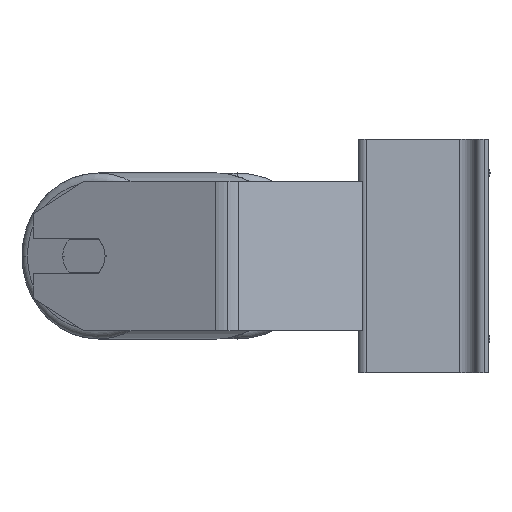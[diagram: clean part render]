
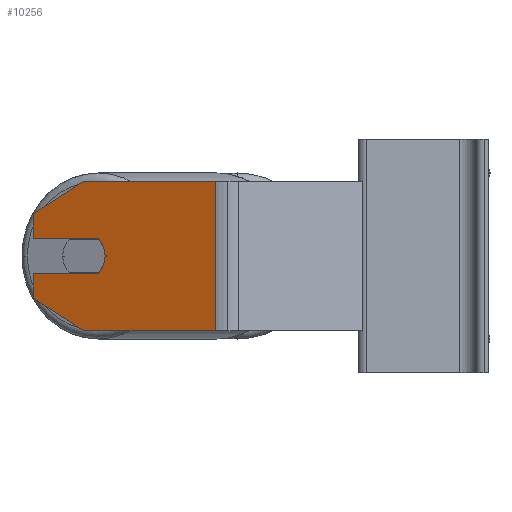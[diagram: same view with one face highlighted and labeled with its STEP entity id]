
A CAD part, left-side view. The second image highlights one B-rep face of the part: STEP entity #10256.
In plain terms, the highlighted planar face has unit normal (-0.906, 0.423, 0).
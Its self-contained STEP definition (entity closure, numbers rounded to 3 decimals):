
#22 = LINE ( 'NONE', #4071, #6112 ) ;
#73 = DIRECTION ( 'NONE',  ( -0.906, 0.423, 0. ) ) ;
#76 = VERTEX_POINT ( 'NONE', #9181 ) ;
#141 = EDGE_CURVE ( 'NONE', #9616, #7336, #3961, .T. ) ;
#266 = CARTESIAN_POINT ( 'NONE',  ( -265.698, 192.337, -9.5 ) ) ;
#319 = DIRECTION ( 'NONE',  ( -0.366, -0.785, -0.5 ) ) ;
#431 = CARTESIAN_POINT ( 'NONE',  ( -265.698, 192.337, 40. ) ) ;
#695 = DIRECTION ( 'NONE',  ( -0.906, 0.423, 0. ) ) ;
#806 = EDGE_CURVE ( 'NONE', #2147, #9100, #2958, .T. ) ;
#1337 = VECTOR ( 'NONE', #9417, 1000. ) ;
#1538 = ORIENTED_EDGE ( 'NONE', *, *, #141, .T. ) ;
#1570 = DIRECTION ( 'NONE',  ( 0., 0., -1. ) ) ;
#1593 = LINE ( 'NONE', #2198, #5758 ) ;
#1614 = CARTESIAN_POINT ( 'NONE',  ( -265.698, 192.337, 9.5 ) ) ;
#1635 = CARTESIAN_POINT ( 'NONE',  ( -265.698, 192.337, -22.679 ) ) ;
#1707 = EDGE_CURVE ( 'NONE', #76, #2866, #2331, .T. ) ;
#1767 = CARTESIAN_POINT ( 'NONE',  ( -278.376, 165.148, 0. ) ) ;
#2001 = PLANE ( 'NONE',  #2192 ) ;
#2147 = VERTEX_POINT ( 'NONE', #7031 ) ;
#2192 = AXIS2_PLACEMENT_3D ( 'NONE', #431, #4435, #10020 ) ;
#2198 = CARTESIAN_POINT ( 'NONE',  ( -265.698, 192.337, 40. ) ) ;
#2250 = DIRECTION ( 'NONE',  ( -0.423, -0.906, 0. ) ) ;
#2331 = LINE ( 'NONE', #7285, #6351 ) ;
#2506 = ORIENTED_EDGE ( 'NONE', *, *, #1707, .F. ) ;
#2523 = ORIENTED_EDGE ( 'NONE', *, *, #9778, .T. ) ;
#2629 = ORIENTED_EDGE ( 'NONE', *, *, #10068, .T. ) ;
#2711 = FACE_OUTER_BOUND ( 'NONE', #9277, .T. ) ;
#2795 = LINE ( 'NONE', #3596, #8884 ) ;
#2805 = LINE ( 'NONE', #7539, #7868 ) ;
#2866 = VERTEX_POINT ( 'NONE', #1614 ) ;
#2958 = LINE ( 'NONE', #3551, #4289 ) ;
#3267 = CARTESIAN_POINT ( 'NONE',  ( -281.81, 157.785, -9.5 ) ) ;
#3367 = DIRECTION ( 'NONE',  ( -0.423, -0.906, 0. ) ) ;
#3395 = AXIS2_PLACEMENT_3D ( 'NONE', #1767, #695, #8984 ) ;
#3551 = CARTESIAN_POINT ( 'NONE',  ( -265.698, 192.337, 22.679 ) ) ;
#3596 = CARTESIAN_POINT ( 'NONE',  ( -265.698, 192.337, -40. ) ) ;
#3603 = DIRECTION ( 'NONE',  ( 0.366, 0.785, -0.5 ) ) ;
#3746 = VECTOR ( 'NONE', #3909, 1000. ) ;
#3909 = DIRECTION ( 'NONE',  ( 0., 0., -1. ) ) ;
#3931 = VERTEX_POINT ( 'NONE', #8994 ) ;
#3961 = LINE ( 'NONE', #7135, #3746 ) ;
#4071 = CARTESIAN_POINT ( 'NONE',  ( -311.208, 94.739, 40. ) ) ;
#4135 = ORIENTED_EDGE ( 'NONE', *, *, #6082, .F. ) ;
#4288 = DIRECTION ( 'NONE',  ( 0., 0., -1. ) ) ;
#4289 = VECTOR ( 'NONE', #3603, 1000. ) ;
#4435 = DIRECTION ( 'NONE',  ( 0.906, -0.423, 0. ) ) ;
#4610 = CIRCLE ( 'NONE', #3395, 12.5 ) ;
#5032 = VERTEX_POINT ( 'NONE', #7197 ) ;
#5106 = CARTESIAN_POINT ( 'NONE',  ( -311.208, 94.739, -40. ) ) ;
#5177 = LINE ( 'NONE', #266, #1337 ) ;
#5218 = EDGE_CURVE ( 'NONE', #3931, #76, #5414, .T. ) ;
#5414 = CIRCLE ( 'NONE', #7133, 12.5 ) ;
#5545 = EDGE_CURVE ( 'NONE', #2147, #5032, #1593, .T. ) ;
#5743 = VERTEX_POINT ( 'NONE', #5106 ) ;
#5758 = VECTOR ( 'NONE', #2250, 1000. ) ;
#5952 = ORIENTED_EDGE ( 'NONE', *, *, #5545, .F. ) ;
#6082 = EDGE_CURVE ( 'NONE', #5032, #5743, #22, .T. ) ;
#6112 = VECTOR ( 'NONE', #4288, 1000. ) ;
#6142 = VECTOR ( 'NONE', #1570, 1000. ) ;
#6351 = VECTOR ( 'NONE', #10559, 1000. ) ;
#6542 = VERTEX_POINT ( 'NONE', #9201 ) ;
#7031 = CARTESIAN_POINT ( 'NONE',  ( -278.376, 165.148, 40. ) ) ;
#7133 = AXIS2_PLACEMENT_3D ( 'NONE', #9119, #73, #3367 ) ;
#7135 = CARTESIAN_POINT ( 'NONE',  ( -265.698, 192.337, 40. ) ) ;
#7197 = CARTESIAN_POINT ( 'NONE',  ( -311.208, 94.739, 40. ) ) ;
#7285 = CARTESIAN_POINT ( 'NONE',  ( -265.698, 192.337, 9.5 ) ) ;
#7336 = VERTEX_POINT ( 'NONE', #1635 ) ;
#7396 = VERTEX_POINT ( 'NONE', #3267 ) ;
#7445 = ORIENTED_EDGE ( 'NONE', *, *, #10641, .T. ) ;
#7483 = ORIENTED_EDGE ( 'NONE', *, *, #10606, .F. ) ;
#7539 = CARTESIAN_POINT ( 'NONE',  ( -278.376, 165.148, -40. ) ) ;
#7868 = VECTOR ( 'NONE', #319, 1000. ) ;
#7970 = CARTESIAN_POINT ( 'NONE',  ( -265.698, 192.337, 22.679 ) ) ;
#8056 = ORIENTED_EDGE ( 'NONE', *, *, #806, .T. ) ;
#8712 = CARTESIAN_POINT ( 'NONE',  ( -265.698, 192.337, -9.5 ) ) ;
#8884 = VECTOR ( 'NONE', #9246, 1000. ) ;
#8984 = DIRECTION ( 'NONE',  ( -0.423, -0.906, 0. ) ) ;
#8994 = CARTESIAN_POINT ( 'NONE',  ( -283.659, 153.819, 0. ) ) ;
#9018 = ORIENTED_EDGE ( 'NONE', *, *, #5218, .F. ) ;
#9052 = CARTESIAN_POINT ( 'NONE',  ( -265.698, 192.337, 40. ) ) ;
#9100 = VERTEX_POINT ( 'NONE', #7970 ) ;
#9119 = CARTESIAN_POINT ( 'NONE',  ( -278.376, 165.148, 0. ) ) ;
#9181 = CARTESIAN_POINT ( 'NONE',  ( -281.81, 157.785, 9.5 ) ) ;
#9201 = CARTESIAN_POINT ( 'NONE',  ( -278.376, 165.148, -40. ) ) ;
#9246 = DIRECTION ( 'NONE',  ( -0.423, -0.906, 0. ) ) ;
#9277 = EDGE_LOOP ( 'NONE', ( #1538, #7445, #2523, #4135, #5952, #8056, #2629, #2506, #9018, #9789, #7483 ) ) ;
#9417 = DIRECTION ( 'NONE',  ( -0.423, -0.906, 0. ) ) ;
#9616 = VERTEX_POINT ( 'NONE', #8712 ) ;
#9759 = LINE ( 'NONE', #9052, #6142 ) ;
#9778 = EDGE_CURVE ( 'NONE', #6542, #5743, #2795, .T. ) ;
#9789 = ORIENTED_EDGE ( 'NONE', *, *, #10462, .F. ) ;
#10020 = DIRECTION ( 'NONE',  ( 0.423, 0.906, 0. ) ) ;
#10068 = EDGE_CURVE ( 'NONE', #9100, #2866, #9759, .T. ) ;
#10256 = ADVANCED_FACE ( 'NONE', ( #2711 ), #2001, .F. ) ;
#10462 = EDGE_CURVE ( 'NONE', #7396, #3931, #4610, .T. ) ;
#10559 = DIRECTION ( 'NONE',  ( 0.423, 0.906, 0. ) ) ;
#10606 = EDGE_CURVE ( 'NONE', #9616, #7396, #5177, .T. ) ;
#10641 = EDGE_CURVE ( 'NONE', #7336, #6542, #2805, .T. ) ;
